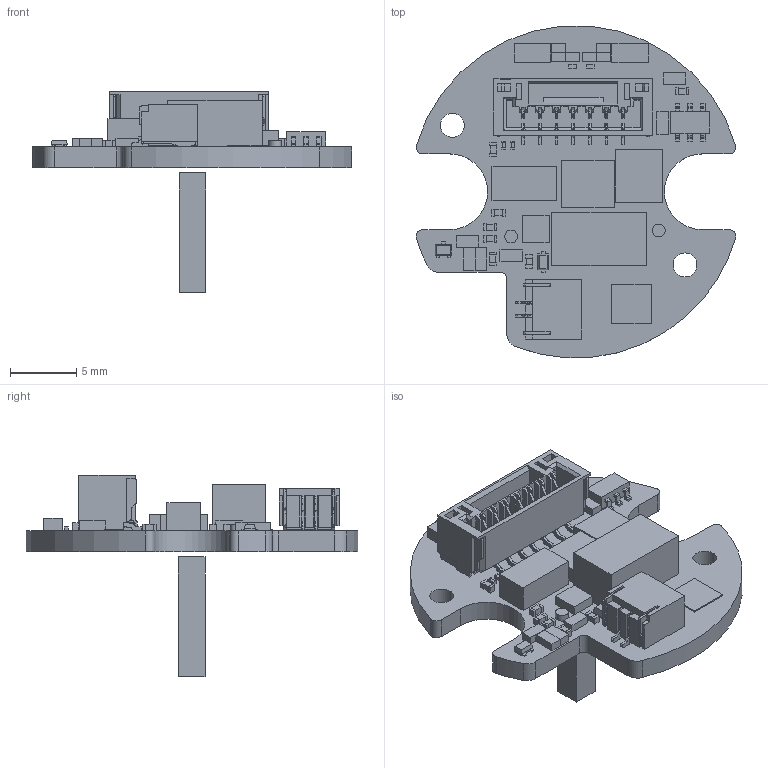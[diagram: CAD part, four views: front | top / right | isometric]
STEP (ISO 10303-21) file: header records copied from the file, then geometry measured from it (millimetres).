
FILE_DESCRIPTION((''),'2;1');
FILE_NAME('HM-65070REV10-0527-1448-2025052_ASM','2025-05-28T11:08:51',('lishuaijun5'),(''),'CREO PARAMETRIC BY PTC INC, 2020044','CREO PARAMETRIC BY PTC INC, 2020044','');
FILE_SCHEMA(('AUTOMOTIVE_DESIGN { 1 0 10303 214 1 1 1 1 }'));
Length unit declared in the file: millimetre
Products named in the file (30): HM-65070REV10-0527-1448-202-814; BARCODE3X3_2; 101303313_1_1_2; 101302690_3; 100202881_1; 1002440_2; 1133_3; 1255_1; 100900139_1; 100901158_1; 100100918_1; 100101028_2; 100900448_1; 100200004_2; 100100472_1; 100100467_1; 100100940_1; 100100396_1; 100100371_1; 100201010_1; 100201217_2; 100201843_1; 1000024_2; 100201236_2; 100700233_1; 101111731_1; 100700779_1; 100700721_1; HM-65070REV10-0527-1448-202-866_ASM; HM-65070REV10-0527-1448-2025052_ASM
Assembly tree (43 placements, depth 3):
  HM-65070REV10-0527-1448-2025052_ASM
    HM-65070REV10-0527-1448-202-866_ASM
      HM-65070REV10-0527-1448-202-814
      BARCODE3X3_2
      101303313_1_1_2
      101302690_3
      100202881_1
      1002440_2
      1133_3  x2
      1255_1  x2
      100900139_1
      100901158_1  x2
      100100918_1  x2
      100101028_2  x2
      100900448_1
      100200004_2  x2
      100100472_1
      100100467_1
      100100940_1  x2
      100100396_1
      100100371_1
      100201010_1
      100201217_2  x3
      100201843_1
      1000024_2  x4
      100201236_2  x2
      100700233_1
      101111731_1
      100700779_1
      100700721_1  x2
Bounding box: 24.04 x 24.94 x 15.13 mm (x, y, z)
Volume: 1013.9 mm3; surface area: 2260.9 mm2
Topology: 40 solids, 40 shells, 1509 faces, 4370 edges, 2898 vertices
Faces by surface type: plane 1165, cylinder 344
Entity records: 65194 total; most frequent: CARTESIAN_POINT 8435, ORIENTED_EDGE 8200, DIRECTION 7898, PRESENTATION_STYLE_ASSIGNMENT 4504, STYLED_ITEM 4133, CURVE_STYLE 4100, EDGE_CURVE 4100, VECTOR 3288
